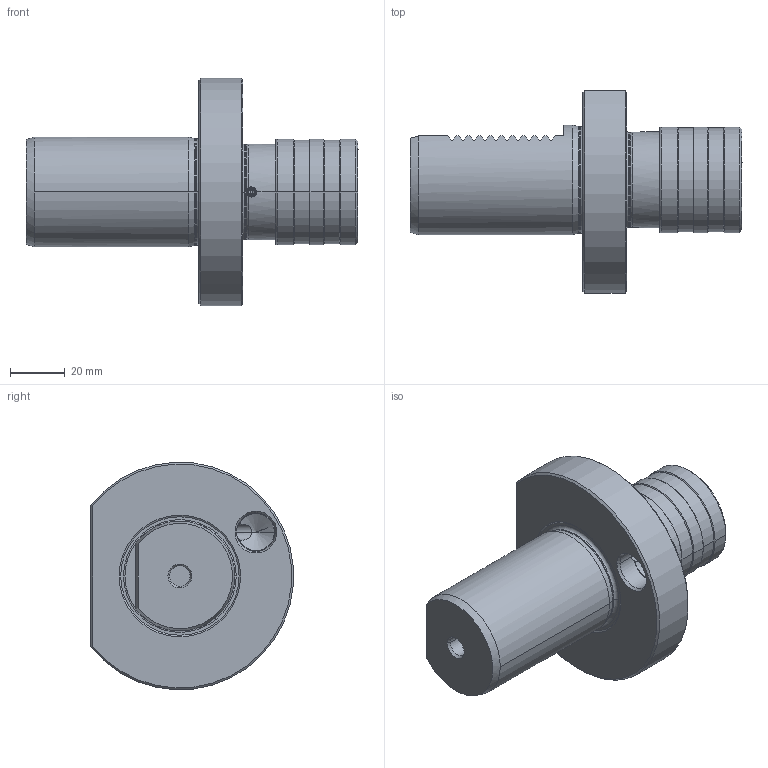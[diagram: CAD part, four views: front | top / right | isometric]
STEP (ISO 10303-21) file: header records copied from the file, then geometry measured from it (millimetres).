
FILE_DESCRIPTION((''),'2;1');
FILE_NAME('VDI40-1','2018-09-05T',('101107'),(''),'CREO PARAMETRIC BY PTC INC, 2015290','CREO PARAMETRIC BY PTC INC, 2015290','');
FILE_SCHEMA(('CONFIG_CONTROL_DESIGN'));
Length unit declared in the file: millimetre
Products named in the file (1): VDI40-1
Bounding box: 121 x 73.85 x 82.91 mm (x, y, z)
Volume: 181912.4 mm3; surface area: 35078.7 mm2
Topology: 1 solids, 1 shells, 245 faces, 616 edges, 377 vertices
Faces by surface type: plane 89, cylinder 68, cone 60, torus 22, sphere 6
Entity records: 7804 total; most frequent: CARTESIAN_POINT 2067, ORIENTED_EDGE 1216, DIRECTION 1163, EDGE_CURVE 608, AXIS2_PLACEMENT_3D 460, VERTEX_POINT 377, EDGE_LOOP 263, FACE_OUTER_BOUND 245
